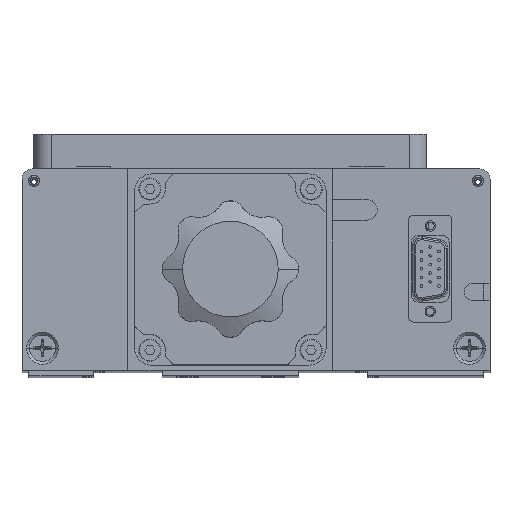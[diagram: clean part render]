
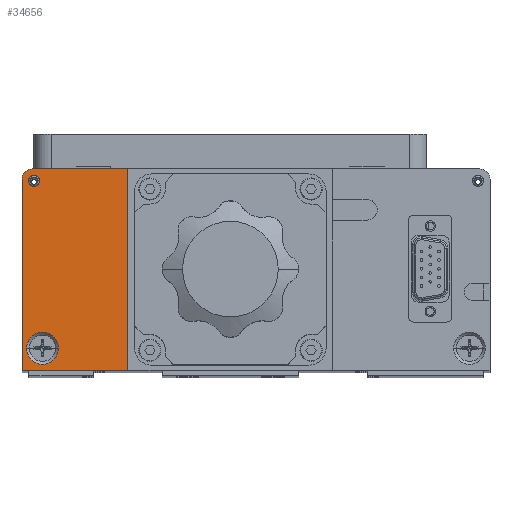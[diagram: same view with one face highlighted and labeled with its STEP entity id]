
A CAD part, top view. The second image highlights one B-rep face of the part: STEP entity #34656.
In plain terms, the highlighted planar face has unit normal (0, 0, 1).
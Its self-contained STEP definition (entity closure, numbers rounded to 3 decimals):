
#55 = CARTESIAN_POINT ( 'NONE',  ( -60.911, -2.418, 204.5 ) ) ;
#102 = DIRECTION ( 'NONE',  ( 0., -1., 0. ) ) ;
#298 = VECTOR ( 'NONE', #9868, 1000. ) ;
#940 = ORIENTED_EDGE ( 'NONE', *, *, #37799, .T. ) ;
#995 = DIRECTION ( 'NONE',  ( 1., 0., 0. ) ) ;
#1154 = EDGE_CURVE ( 'NONE', #22554, #4221, #25358, .T. ) ;
#1493 = DIRECTION ( 'NONE',  ( 0., 1., 0. ) ) ;
#2195 = CARTESIAN_POINT ( 'NONE',  ( -69.761, 46.582, 204.5 ) ) ;
#4221 = VERTEX_POINT ( 'NONE', #18230 ) ;
#5008 = DIRECTION ( 'NONE',  ( 0., 0., 1. ) ) ;
#6142 = CARTESIAN_POINT ( 'NONE',  ( -65.611, -2.418, 204.5 ) ) ;
#6189 = VERTEX_POINT ( 'NONE', #25981 ) ;
#6519 = VERTEX_POINT ( 'NONE', #38908 ) ;
#7177 = AXIS2_PLACEMENT_3D ( 'NONE', #24632, #5008, #27911 ) ;
#7794 = LINE ( 'NONE', #16390, #16502 ) ;
#7975 = ORIENTED_EDGE ( 'NONE', *, *, #37240, .F. ) ;
#8585 = DIRECTION ( 'NONE',  ( 0., 0., 1. ) ) ;
#8952 = CARTESIAN_POINT ( 'NONE',  ( -71.611, -8.918, 204.5 ) ) ;
#9273 = AXIS2_PLACEMENT_3D ( 'NONE', #40129, #20624, #995 ) ;
#9403 = DIRECTION ( 'NONE',  ( 1., 0., 0. ) ) ;
#9457 = DIRECTION ( 'NONE',  ( 1., 0., 0. ) ) ;
#9868 = DIRECTION ( 'NONE',  ( -1., 0., 0. ) ) ;
#10461 = FACE_BOUND ( 'NONE', #17456, .T. ) ;
#10667 = DIRECTION ( 'NONE',  ( 0., 0., 1. ) ) ;
#10796 = VERTEX_POINT ( 'NONE', #55 ) ;
#12353 = VERTEX_POINT ( 'NONE', #2195 ) ;
#13117 = ORIENTED_EDGE ( 'NONE', *, *, #1154, .T. ) ;
#13733 = CARTESIAN_POINT ( 'NONE',  ( -70.311, -2.418, 204.5 ) ) ;
#15852 = CARTESIAN_POINT ( 'NONE',  ( -68.111, 46.582, 204.5 ) ) ;
#16390 = CARTESIAN_POINT ( 'NONE',  ( -71.611, 47.082, 204.5 ) ) ;
#16400 = ORIENTED_EDGE ( 'NONE', *, *, #30177, .F. ) ;
#16502 = VECTOR ( 'NONE', #102, 1000. ) ;
#16550 = AXIS2_PLACEMENT_3D ( 'NONE', #30301, #10667, #33571 ) ;
#16947 = ORIENTED_EDGE ( 'NONE', *, *, #27367, .F. ) ;
#17080 = ORIENTED_EDGE ( 'NONE', *, *, #33831, .F. ) ;
#17456 = EDGE_LOOP ( 'NONE', ( #7975, #16947 ) ) ;
#18136 = FACE_BOUND ( 'NONE', #23072, .T. ) ;
#18230 = CARTESIAN_POINT ( 'NONE',  ( -68.611, 50.082, 204.5 ) ) ;
#18371 = EDGE_LOOP ( 'NONE', ( #21331, #27201, #940, #25756, #13117 ) ) ;
#19142 = DIRECTION ( 'NONE',  ( 1., 0., 0. ) ) ;
#19181 = FACE_OUTER_BOUND ( 'NONE', #18371, .T. ) ;
#19792 = CIRCLE ( 'NONE', #38566, 1.65 ) ;
#20137 = VECTOR ( 'NONE', #1493, 1000. ) ;
#20540 = EDGE_CURVE ( 'NONE', #6189, #22554, #28839, .T. ) ;
#20624 = DIRECTION ( 'NONE',  ( 0., 0., 1. ) ) ;
#21331 = ORIENTED_EDGE ( 'NONE', *, *, #35521, .T. ) ;
#22404 = CARTESIAN_POINT ( 'NONE',  ( -66.461, 46.582, 204.5 ) ) ;
#22554 = VERTEX_POINT ( 'NONE', #34052 ) ;
#22640 = AXIS2_PLACEMENT_3D ( 'NONE', #6142, #29054, #9457 ) ;
#23072 = EDGE_LOOP ( 'NONE', ( #17080, #16400 ) ) ;
#24221 = EDGE_CURVE ( 'NONE', #6519, #30481, #7794, .T. ) ;
#24632 = CARTESIAN_POINT ( 'NONE',  ( -68.611, 47.082, 204.5 ) ) ;
#25358 = LINE ( 'NONE', #29494, #298 ) ;
#25472 = CIRCLE ( 'NONE', #16550, 1.65 ) ;
#25756 = ORIENTED_EDGE ( 'NONE', *, *, #20540, .T. ) ;
#25981 = CARTESIAN_POINT ( 'NONE',  ( -40.611, -8.918, 204.5 ) ) ;
#27201 = ORIENTED_EDGE ( 'NONE', *, *, #24221, .T. ) ;
#27367 = EDGE_CURVE ( 'NONE', #35074, #10796, #32623, .T. ) ;
#27439 = CIRCLE ( 'NONE', #22640, 4.7 ) ;
#27761 = PLANE ( 'NONE',  #7177 ) ;
#27911 = DIRECTION ( 'NONE',  ( 1., 0., 0. ) ) ;
#28183 = CARTESIAN_POINT ( 'NONE',  ( -68.611, 47.082, 204.5 ) ) ;
#28839 = LINE ( 'NONE', #40496, #20137 ) ;
#28875 = VERTEX_POINT ( 'NONE', #22404 ) ;
#29002 = CARTESIAN_POINT ( 'NONE',  ( -40.611, -8.918, 204.5 ) ) ;
#29054 = DIRECTION ( 'NONE',  ( 0., 0., 1. ) ) ;
#29494 = CARTESIAN_POINT ( 'NONE',  ( -40.611, 50.082, 204.5 ) ) ;
#30177 = EDGE_CURVE ( 'NONE', #28875, #12353, #25472, .T. ) ;
#30301 = CARTESIAN_POINT ( 'NONE',  ( -68.111, 46.582, 204.5 ) ) ;
#30424 = VECTOR ( 'NONE', #9403, 1000. ) ;
#30481 = VERTEX_POINT ( 'NONE', #8952 ) ;
#31471 = DIRECTION ( 'NONE',  ( 1., 0., 0. ) ) ;
#32623 = CIRCLE ( 'NONE', #9273, 4.7 ) ;
#33571 = DIRECTION ( 'NONE',  ( 1., 0., 0. ) ) ;
#33831 = EDGE_CURVE ( 'NONE', #12353, #28875, #19792, .T. ) ;
#34052 = CARTESIAN_POINT ( 'NONE',  ( -40.611, 50.082, 204.5 ) ) ;
#34656 = ADVANCED_FACE ( 'NONE', ( #10461, #19181, #18136 ), #27761, .T. ) ;
#34904 = CIRCLE ( 'NONE', #38933, 3. ) ;
#35074 = VERTEX_POINT ( 'NONE', #13733 ) ;
#35521 = EDGE_CURVE ( 'NONE', #4221, #6519, #34904, .T. ) ;
#37240 = EDGE_CURVE ( 'NONE', #10796, #35074, #27439, .T. ) ;
#37799 = EDGE_CURVE ( 'NONE', #30481, #6189, #39050, .T. ) ;
#38566 = AXIS2_PLACEMENT_3D ( 'NONE', #15852, #38663, #19142 ) ;
#38663 = DIRECTION ( 'NONE',  ( 0., 0., 1. ) ) ;
#38908 = CARTESIAN_POINT ( 'NONE',  ( -71.611, 47.082, 204.5 ) ) ;
#38933 = AXIS2_PLACEMENT_3D ( 'NONE', #28183, #8585, #31471 ) ;
#39050 = LINE ( 'NONE', #29002, #30424 ) ;
#40129 = CARTESIAN_POINT ( 'NONE',  ( -65.611, -2.418, 204.5 ) ) ;
#40496 = CARTESIAN_POINT ( 'NONE',  ( -40.611, 50.082, 204.5 ) ) ;
